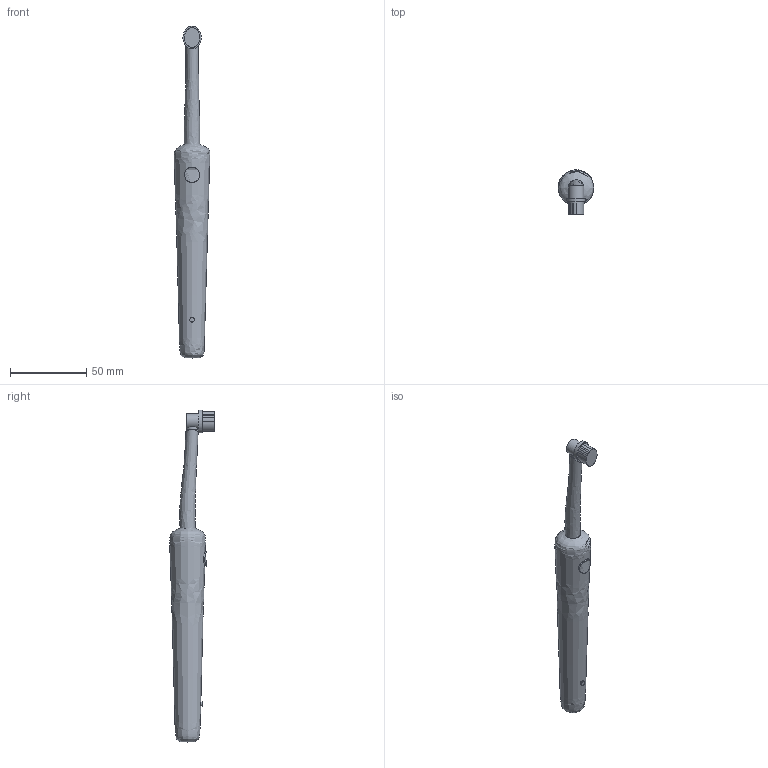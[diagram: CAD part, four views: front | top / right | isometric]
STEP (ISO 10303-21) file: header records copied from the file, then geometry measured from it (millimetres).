
FILE_DESCRIPTION ((), '1');
FILE_NAME ('g20518', '2013-08-22T10:54:00', ('Unknown'), ('Unknown'), 'HarmonyWare STEP v1.9.8', 'HarmonyWare Translators', '');
FILE_SCHEMA (('CONFIG_CONTROL_DESIGN'));
Length unit declared in the file: millimetre
Products named in the file (12): NONE
Assembly tree (11 placements, depth 2):
  NONE
    NONE
    NONE
    NONE
    NONE
    NONE
    NONE
    NONE
    NONE
    NONE
    NONE
    NONE
Bounding box: 23.45 x 29.25 x 217.5 mm (x, y, z)
Volume: 1987.9 mm3; surface area: 12385 mm2
Topology: 6 solids, 6 shells, 27 faces, 48 edges, 36 vertices
Faces by surface type: bspline 27
Entity records: 3916 total; most frequent: CARTESIAN_POINT 2056, PERSON 118, ORGANIZATION 118, PERSON_AND_ORGANIZATION 118, CALENDAR_DATE 82, COORDINATED_UNIVERSAL_TIME_OFFSET 82, LOCAL_TIME 82, DATE_AND_TIME 82
